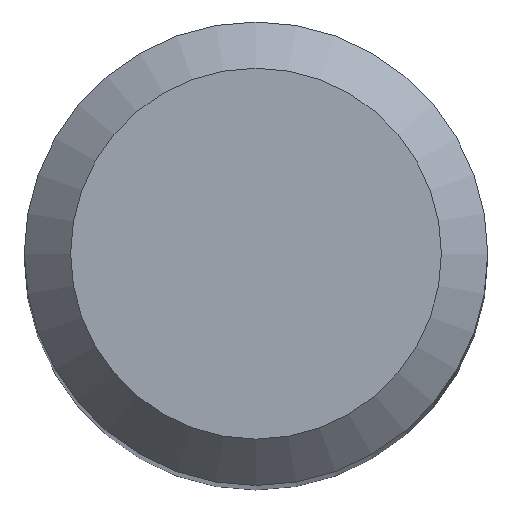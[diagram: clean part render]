
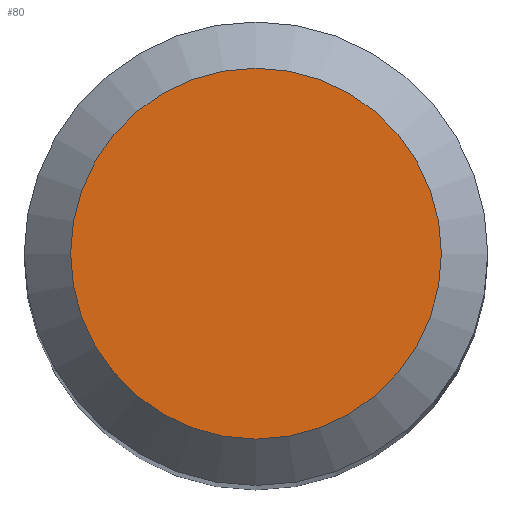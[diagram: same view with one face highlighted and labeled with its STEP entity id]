
A CAD part, top view. The second image highlights one B-rep face of the part: STEP entity #80.
In plain terms, the highlighted planar face has unit normal (0, 0, 1).
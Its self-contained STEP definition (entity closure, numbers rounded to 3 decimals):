
#13 = AXIS2_PLACEMENT_3D ( 'NONE', #193, #192, #141 ) ;
#16 = EDGE_LOOP ( 'NONE', ( #90 ) ) ;
#19 = VERTEX_POINT ( 'NONE', #36 ) ;
#36 = CARTESIAN_POINT ( 'NONE',  ( 0., 4.8, 73. ) ) ;
#37 = FACE_OUTER_BOUND ( 'NONE', #16, .T. ) ;
#39 = CARTESIAN_POINT ( 'NONE',  ( 0., 0., 73. ) ) ;
#48 = DIRECTION ( 'NONE',  ( 0., 1., 0. ) ) ;
#64 = EDGE_CURVE ( 'NONE', #19, #19, #99, .T. ) ;
#70 = DIRECTION ( 'NONE',  ( 0., 0., -1. ) ) ;
#80 = ADVANCED_FACE ( 'NONE', ( #37 ), #195, .F. ) ;
#90 = ORIENTED_EDGE ( 'NONE', *, *, #64, .F. ) ;
#99 = CIRCLE ( 'NONE', #189, 4.8 ) ;
#141 = DIRECTION ( 'NONE',  ( 0., 1., 0. ) ) ;
#189 = AXIS2_PLACEMENT_3D ( 'NONE', #39, #70, #48 ) ;
#192 = DIRECTION ( 'NONE',  ( 0., 0., -1. ) ) ;
#193 = CARTESIAN_POINT ( 'NONE',  ( 0., 0., 73. ) ) ;
#195 = PLANE ( 'NONE',  #13 ) ;
